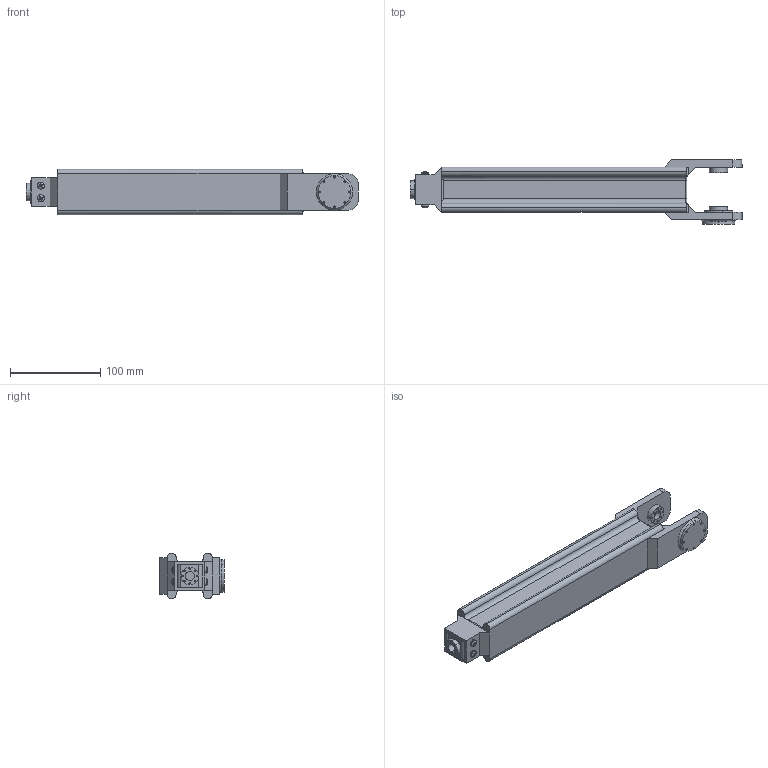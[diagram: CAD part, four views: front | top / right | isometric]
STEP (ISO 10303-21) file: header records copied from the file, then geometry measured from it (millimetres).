
FILE_DESCRIPTION (( 'STEP AP203' ), '1' );
FILE_NAME ('Link4.STEP', '2023-02-06T13:43:27', ( '' ), ( '' ), 'SwSTEP 2.0', 'SolidWorks 2022', '' );
FILE_SCHEMA (( 'CONFIG_CONTROL_DESIGN' ));
Length unit declared in the file: millimetre
Products named in the file (1): Link4
Bounding box: 367 x 71 x 50 mm (x, y, z)
Volume: 590880.6 mm3; surface area: 98515.3 mm2
Topology: 10 solids, 10 shells, 410 faces, 1082 edges, 684 vertices
Faces by surface type: cylinder 190, plane 144, torus 34, cone 26, bspline 8, sphere 8
Entity records: 13511 total; most frequent: CARTESIAN_POINT 2873, DIRECTION 2354, ORIENTED_EDGE 2148, EDGE_CURVE 1074, AXIS2_PLACEMENT_3D 1005, VERTEX_POINT 684, CIRCLE 602, EDGE_LOOP 534
